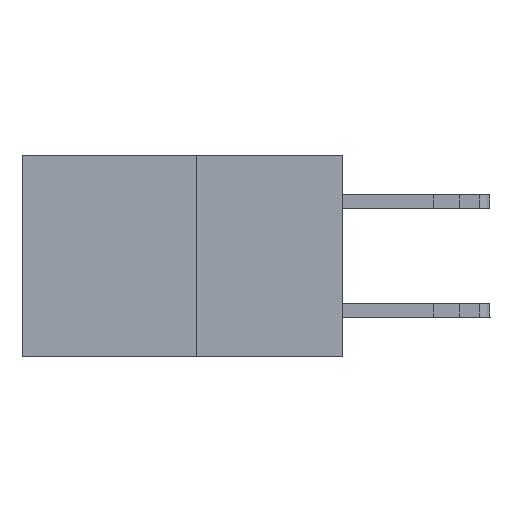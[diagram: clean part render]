
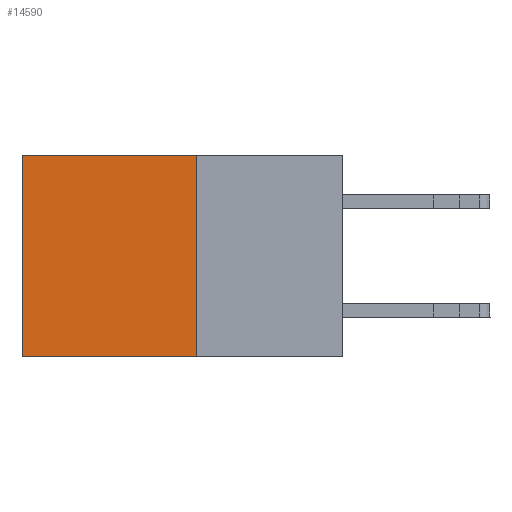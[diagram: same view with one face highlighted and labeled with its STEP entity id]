
A CAD part, left-side view. The second image highlights one B-rep face of the part: STEP entity #14590.
In plain terms, the highlighted planar face has unit normal (-1, 0, 0).
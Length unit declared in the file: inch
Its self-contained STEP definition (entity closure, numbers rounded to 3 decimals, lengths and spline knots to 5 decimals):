
#423 = VERTEX_POINT ( 'NONE', #22520 ) ;
#782 = LINE ( 'NONE', #6833, #15051 ) ;
#2215 = ORIENTED_EDGE ( 'NONE', *, *, #12462, .F. ) ;
#3177 = ORIENTED_EDGE ( 'NONE', *, *, #8204, .T. ) ;
#3528 = VECTOR ( 'NONE', #20508, 39.37008 ) ;
#3876 = VECTOR ( 'NONE', #9828, 39.37008 ) ;
#5110 = LINE ( 'NONE', #7875, #3876 ) ;
#5698 = CARTESIAN_POINT ( 'NONE',  ( 0.277, 0.59, -0.37 ) ) ;
#6833 = CARTESIAN_POINT ( 'NONE',  ( 0.277, 0.59, -0.37 ) ) ;
#6908 = ORIENTED_EDGE ( 'NONE', *, *, #8135, .T. ) ;
#7620 = CARTESIAN_POINT ( 'NONE',  ( 0.277, 0.27, 0. ) ) ;
#7875 = CARTESIAN_POINT ( 'NONE',  ( 0.277, 0.27, -0.37 ) ) ;
#8135 = EDGE_CURVE ( 'NONE', #20531, #18273, #782, .T. ) ;
#8204 = EDGE_CURVE ( 'NONE', #9366, #20531, #23412, .T. ) ;
#8521 = DIRECTION ( 'NONE',  ( 0., 1., 0. ) ) ;
#8777 = LINE ( 'NONE', #21928, #18359 ) ;
#9284 = EDGE_LOOP ( 'NONE', ( #6908, #21923, #2215, #3177 ) ) ;
#9366 = VERTEX_POINT ( 'NONE', #7620 ) ;
#9822 = DIRECTION ( 'NONE',  ( 0., 0., -1. ) ) ;
#9828 = DIRECTION ( 'NONE',  ( 0., 0., -1. ) ) ;
#12462 = EDGE_CURVE ( 'NONE', #9366, #423, #5110, .T. ) ;
#13594 = CARTESIAN_POINT ( 'NONE',  ( 0.277, 0.27, -0.37 ) ) ;
#13805 = FACE_OUTER_BOUND ( 'NONE', #9284, .T. ) ;
#14590 = ADVANCED_FACE ( 'NONE', ( #13805 ), #19325, .F. ) ;
#15051 = VECTOR ( 'NONE', #24082, 39.37008 ) ;
#16934 = AXIS2_PLACEMENT_3D ( 'NONE', #13594, #21289, #9822 ) ;
#18273 = VERTEX_POINT ( 'NONE', #5698 ) ;
#18359 = VECTOR ( 'NONE', #8521, 39.37008 ) ;
#19325 = PLANE ( 'NONE',  #16934 ) ;
#19498 = CARTESIAN_POINT ( 'NONE',  ( 0.277, 0.59, 0. ) ) ;
#20508 = DIRECTION ( 'NONE',  ( 0., 1., 0. ) ) ;
#20531 = VERTEX_POINT ( 'NONE', #19498 ) ;
#21289 = DIRECTION ( 'NONE',  ( 1., 0., 0. ) ) ;
#21923 = ORIENTED_EDGE ( 'NONE', *, *, #22794, .F. ) ;
#21928 = CARTESIAN_POINT ( 'NONE',  ( 0.277, 0.27, -0.37 ) ) ;
#22520 = CARTESIAN_POINT ( 'NONE',  ( 0.277, 0.27, -0.37 ) ) ;
#22794 = EDGE_CURVE ( 'NONE', #423, #18273, #8777, .T. ) ;
#23412 = LINE ( 'NONE', #24332, #3528 ) ;
#24082 = DIRECTION ( 'NONE',  ( 0., 0., -1. ) ) ;
#24332 = CARTESIAN_POINT ( 'NONE',  ( 0.277, 0.27, 0. ) ) ;
